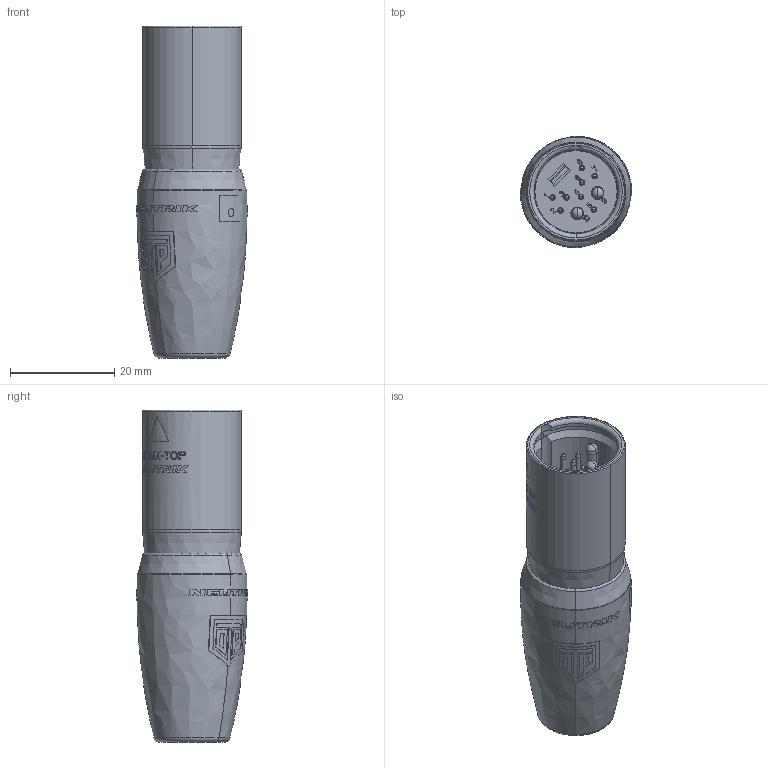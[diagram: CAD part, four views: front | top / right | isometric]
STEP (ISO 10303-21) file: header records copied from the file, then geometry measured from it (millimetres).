
FILE_DESCRIPTION((''),'2;1');
FILE_NAME('30009725','2022-06-15T09:01:33',('SYSTEM'),(''),'CREO PARAMETRIC BY PTC INC, 2021184','CREO PARAMETRIC BY PTC INC, 2021184','');
FILE_SCHEMA(('CONFIG_CONTROL_DESIGN'));
Length unit declared in the file: millimetre
Products named in the file (1): 30009725
Bounding box: 21.4 x 21.4 x 63.82 mm (x, y, z)
Volume: 15393.1 mm3; surface area: 7050.4 mm2
Topology: 1 solids, 5 shells, 1056 faces, 2865 edges, 1878 vertices
Faces by surface type: plane 598, bspline 314, cylinder 74, cone 36, sphere 20, torus 14
Entity records: 42516 total; most frequent: CARTESIAN_POINT 17577, ORIENTED_EDGE 5674, DIRECTION 4248, EDGE_CURVE 2845, VERTEX_POINT 1878, VECTOR 1812, LINE 1812, AXIS2_PLACEMENT_3D 1218
